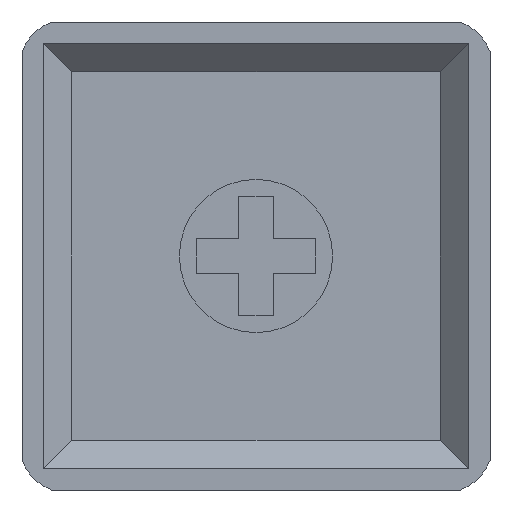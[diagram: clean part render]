
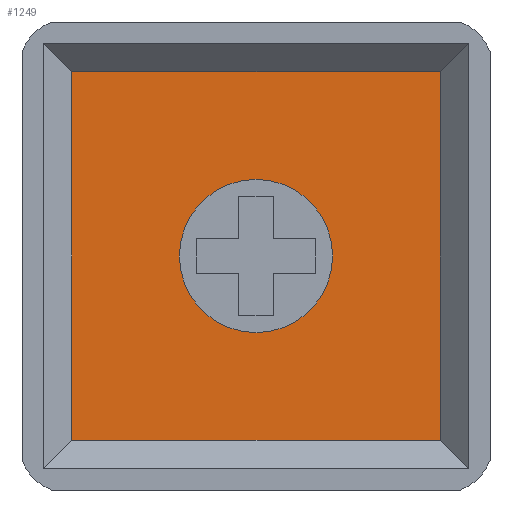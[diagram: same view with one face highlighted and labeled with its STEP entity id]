
A CAD part, front view. The second image highlights one B-rep face of the part: STEP entity #1249.
In plain terms, the highlighted planar face has unit normal (0, -1, 0).
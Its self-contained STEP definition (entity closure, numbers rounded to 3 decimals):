
#20=FACE_BOUND('',#428,.T.);
#47=CIRCLE('',#1315,2.7);
#63=PLANE('',#1314);
#131=LINE('',#2933,#223);
#132=LINE('',#2936,#224);
#134=LINE('',#2940,#226);
#135=LINE('',#2941,#227);
#223=VECTOR('',#1471,10.);
#224=VECTOR('',#1474,10.);
#226=VECTOR('',#1478,10.);
#227=VECTOR('',#1479,10.);
#349=FACE_OUTER_BOUND('',#427,.T.);
#427=EDGE_LOOP('',(#1093,#1094,#1095,#1096));
#428=EDGE_LOOP('',(#1097));
#609=VERTEX_POINT('',#2929);
#610=VERTEX_POINT('',#2931);
#611=VERTEX_POINT('',#2935);
#612=VERTEX_POINT('',#2939);
#613=VERTEX_POINT('',#2942);
#778=EDGE_CURVE('',#610,#609,#131,.T.);
#779=EDGE_CURVE('',#609,#611,#132,.T.);
#781=EDGE_CURVE('',#612,#610,#134,.T.);
#782=EDGE_CURVE('',#611,#612,#135,.T.);
#783=EDGE_CURVE('',#613,#613,#47,.T.);
#1093=ORIENTED_EDGE('',*,*,#778,.F.);
#1094=ORIENTED_EDGE('',*,*,#781,.F.);
#1095=ORIENTED_EDGE('',*,*,#782,.F.);
#1096=ORIENTED_EDGE('',*,*,#779,.F.);
#1097=ORIENTED_EDGE('',*,*,#783,.F.);
#1249=ADVANCED_FACE('',(#349,#20),#63,.F.);
#1314=AXIS2_PLACEMENT_3D('',#2938,#1476,#1477);
#1315=AXIS2_PLACEMENT_3D('',#2943,#1480,#1481);
#1471=DIRECTION('',(1.,0.,0.));
#1474=DIRECTION('',(0.,0.,-1.));
#1476=DIRECTION('center_axis',(0.,1.,0.));
#1477=DIRECTION('ref_axis',(-1.,0.,0.));
#1478=DIRECTION('',(0.,0.,1.));
#1479=DIRECTION('',(-1.,0.,0.));
#1480=DIRECTION('center_axis',(0.,-1.,0.));
#1481=DIRECTION('ref_axis',(1.,0.,0.));
#2929=CARTESIAN_POINT('',(6.5,2.3,6.5));
#2931=CARTESIAN_POINT('',(-6.5,2.3,6.5));
#2933=CARTESIAN_POINT('',(-3.75,2.3,6.5));
#2935=CARTESIAN_POINT('',(6.5,2.3,-6.5));
#2936=CARTESIAN_POINT('',(6.5,2.3,3.75));
#2938=CARTESIAN_POINT('Origin',(0.,2.3,0.));
#2939=CARTESIAN_POINT('',(-6.5,2.3,-6.5));
#2940=CARTESIAN_POINT('',(-6.5,2.3,-3.75));
#2941=CARTESIAN_POINT('',(3.75,2.3,-6.5));
#2942=CARTESIAN_POINT('',(-2.7,2.3,0.));
#2943=CARTESIAN_POINT('Origin',(0.,2.3,0.));
